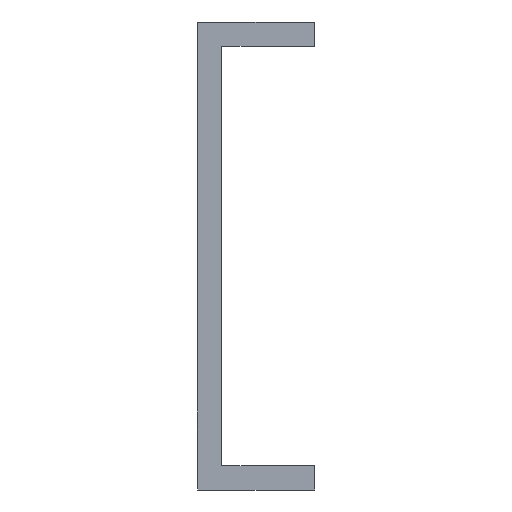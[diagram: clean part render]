
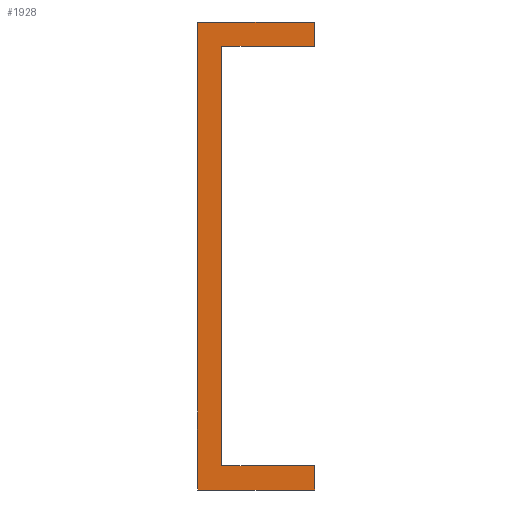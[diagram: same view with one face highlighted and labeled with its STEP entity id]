
A CAD part, front view. The second image highlights one B-rep face of the part: STEP entity #1928.
In plain terms, the highlighted planar face has unit normal (0, -1, 0).
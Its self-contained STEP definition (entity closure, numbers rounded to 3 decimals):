
#230 = VECTOR ( 'NONE', #3290, 1000. ) ;
#1059 = EDGE_CURVE ( 'NONE', #10890, #19170, #17162, .T. ) ;
#1342 = EDGE_CURVE ( 'NONE', #3532, #8738, #22552, .T. ) ;
#1530 = DIRECTION ( 'NONE',  ( 0., -1., 0. ) ) ;
#1721 = CARTESIAN_POINT ( 'NONE',  ( -12., 0., 0. ) ) ;
#1928 = ADVANCED_FACE ( 'NONE', ( #16607 ), #19702, .T. ) ;
#2716 = DIRECTION ( 'NONE',  ( 0., 0., 1. ) ) ;
#3286 = CARTESIAN_POINT ( 'NONE',  ( -12., 0., 2.5 ) ) ;
#3290 = DIRECTION ( 'NONE',  ( 0., 0., -1. ) ) ;
#3324 = EDGE_CURVE ( 'NONE', #8738, #10890, #16271, .T. ) ;
#3480 = CARTESIAN_POINT ( 'NONE',  ( -21.5, 0., -45.5 ) ) ;
#3531 = VECTOR ( 'NONE', #6589, 1000. ) ;
#3532 = VERTEX_POINT ( 'NONE', #20120 ) ;
#4044 = DIRECTION ( 'NONE',  ( 0., 0., -1. ) ) ;
#4745 = CARTESIAN_POINT ( 'NONE',  ( -21.5, 0., -43. ) ) ;
#4799 = CARTESIAN_POINT ( 'NONE',  ( -21.5, 0., 0. ) ) ;
#5068 = DIRECTION ( 'NONE',  ( 0., 0., -1. ) ) ;
#5152 = CARTESIAN_POINT ( 'NONE',  ( -12., 0., -43. ) ) ;
#5215 = EDGE_CURVE ( 'NONE', #16476, #12203, #22667, .T. ) ;
#6250 = LINE ( 'NONE', #11576, #11084 ) ;
#6427 = VECTOR ( 'NONE', #2716, 1000. ) ;
#6589 = DIRECTION ( 'NONE',  ( 1., 0., 0. ) ) ;
#6826 = ORIENTED_EDGE ( 'NONE', *, *, #1059, .F. ) ;
#6853 = DIRECTION ( 'NONE',  ( 0., 0., -1. ) ) ;
#6970 = CARTESIAN_POINT ( 'NONE',  ( 0., 0., 0. ) ) ;
#7184 = LINE ( 'NONE', #9365, #16233 ) ;
#8034 = DIRECTION ( 'NONE',  ( 1., 0., 0. ) ) ;
#8229 = ORIENTED_EDGE ( 'NONE', *, *, #5215, .F. ) ;
#8706 = EDGE_LOOP ( 'NONE', ( #8229, #20268, #6826, #10075, #12947, #14375, #16236, #14006 ) ) ;
#8738 = VERTEX_POINT ( 'NONE', #21819 ) ;
#9365 = CARTESIAN_POINT ( 'NONE',  ( -12., 0., -43. ) ) ;
#10075 = ORIENTED_EDGE ( 'NONE', *, *, #3324, .F. ) ;
#10124 = EDGE_CURVE ( 'NONE', #19170, #16476, #14292, .T. ) ;
#10890 = VERTEX_POINT ( 'NONE', #3286 ) ;
#11084 = VECTOR ( 'NONE', #8034, 1000. ) ;
#11576 = CARTESIAN_POINT ( 'NONE',  ( -12., 0., -43. ) ) ;
#11884 = CARTESIAN_POINT ( 'NONE',  ( 24., 0., 2.5 ) ) ;
#12203 = VERTEX_POINT ( 'NONE', #4745 ) ;
#12726 = DIRECTION ( 'NONE',  ( -1., 0., 0. ) ) ;
#12947 = ORIENTED_EDGE ( 'NONE', *, *, #1342, .F. ) ;
#13095 = CARTESIAN_POINT ( 'NONE',  ( -12., 0., -45.5 ) ) ;
#13537 = CARTESIAN_POINT ( 'NONE',  ( -24., 0., -45.5 ) ) ;
#13587 = CARTESIAN_POINT ( 'NONE',  ( -12., 0., 0. ) ) ;
#13716 = VECTOR ( 'NONE', #15499, 1000. ) ;
#14006 = ORIENTED_EDGE ( 'NONE', *, *, #18022, .F. ) ;
#14112 = EDGE_CURVE ( 'NONE', #14872, #3532, #18580, .T. ) ;
#14292 = LINE ( 'NONE', #13587, #13716 ) ;
#14375 = ORIENTED_EDGE ( 'NONE', *, *, #14112, .F. ) ;
#14720 = CARTESIAN_POINT ( 'NONE',  ( -21.5, 0., 0. ) ) ;
#14872 = VERTEX_POINT ( 'NONE', #13095 ) ;
#15052 = CARTESIAN_POINT ( 'NONE',  ( -12., 0., 0. ) ) ;
#15469 = VECTOR ( 'NONE', #12726, 1000. ) ;
#15499 = DIRECTION ( 'NONE',  ( -1., 0., 0. ) ) ;
#16233 = VECTOR ( 'NONE', #4044, 1000. ) ;
#16236 = ORIENTED_EDGE ( 'NONE', *, *, #16539, .F. ) ;
#16271 = LINE ( 'NONE', #11884, #3531 ) ;
#16306 = AXIS2_PLACEMENT_3D ( 'NONE', #6970, #1530, #5068 ) ;
#16476 = VERTEX_POINT ( 'NONE', #14720 ) ;
#16539 = EDGE_CURVE ( 'NONE', #18889, #14872, #7184, .T. ) ;
#16607 = FACE_OUTER_BOUND ( 'NONE', #8706, .T. ) ;
#17162 = LINE ( 'NONE', #1721, #230 ) ;
#18022 = EDGE_CURVE ( 'NONE', #12203, #18889, #6250, .T. ) ;
#18580 = LINE ( 'NONE', #3480, #15469 ) ;
#18889 = VERTEX_POINT ( 'NONE', #5152 ) ;
#19170 = VERTEX_POINT ( 'NONE', #15052 ) ;
#19702 = PLANE ( 'NONE',  #16306 ) ;
#20120 = CARTESIAN_POINT ( 'NONE',  ( -24., 0., -45.5 ) ) ;
#20268 = ORIENTED_EDGE ( 'NONE', *, *, #10124, .F. ) ;
#21819 = CARTESIAN_POINT ( 'NONE',  ( -24., 0., 2.5 ) ) ;
#22552 = LINE ( 'NONE', #13537, #6427 ) ;
#22667 = LINE ( 'NONE', #4799, #22960 ) ;
#22960 = VECTOR ( 'NONE', #6853, 1000. ) ;
